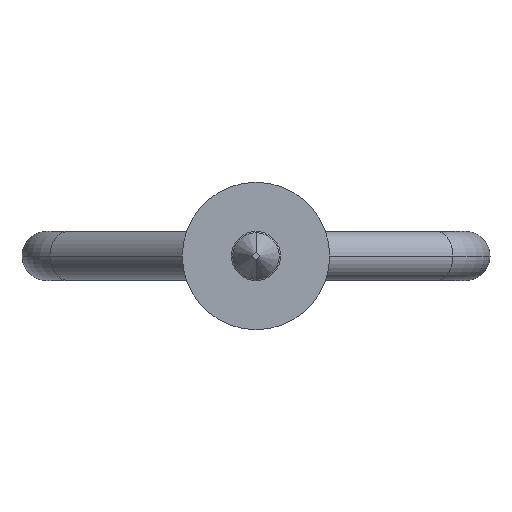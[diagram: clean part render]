
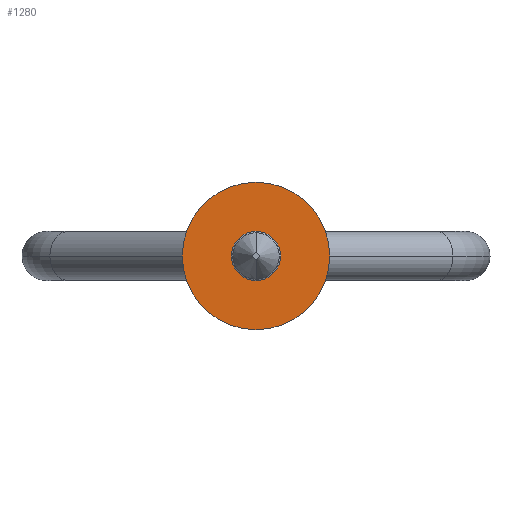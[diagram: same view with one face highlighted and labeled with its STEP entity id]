
A CAD part, front view. The second image highlights one B-rep face of the part: STEP entity #1280.
In plain terms, the highlighted planar face has unit normal (0, -1, 0).
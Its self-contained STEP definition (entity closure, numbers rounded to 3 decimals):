
#14 = EDGE_CURVE ( 'NONE', #53, #2612, #3641, .T. ) ;
#53 = VERTEX_POINT ( 'NONE', #3763 ) ;
#117 = AXIS2_PLACEMENT_3D ( 'NONE', #2639, #3898, #2652 ) ;
#176 = CIRCLE ( 'NONE', #117, 12. ) ;
#481 = FACE_OUTER_BOUND ( 'NONE', #2444, .T. ) ;
#595 = CARTESIAN_POINT ( 'NONE',  ( 0., 45., 0. ) ) ;
#600 = CARTESIAN_POINT ( 'NONE',  ( 0., 45., 0. ) ) ;
#682 = EDGE_CURVE ( 'NONE', #2612, #53, #176, .T. ) ;
#802 = VERTEX_POINT ( 'NONE', #2250 ) ;
#875 = CARTESIAN_POINT ( 'NONE',  ( 0., 45., -12. ) ) ;
#962 = ORIENTED_EDGE ( 'NONE', *, *, #3383, .T. ) ;
#1255 = DIRECTION ( 'NONE',  ( 0., 1., 0. ) ) ;
#1280 = ADVANCED_FACE ( 'NONE', ( #481, #3672 ), #1983, .F. ) ;
#1840 = CARTESIAN_POINT ( 'NONE',  ( 0., 45., 4. ) ) ;
#1983 = PLANE ( 'NONE',  #4129 ) ;
#2212 = DIRECTION ( 'NONE',  ( 0., 1., 0. ) ) ;
#2250 = CARTESIAN_POINT ( 'NONE',  ( 0., 45., -4. ) ) ;
#2253 = CIRCLE ( 'NONE', #2287, 4. ) ;
#2254 = EDGE_LOOP ( 'NONE', ( #962, #3346 ) ) ;
#2287 = AXIS2_PLACEMENT_3D ( 'NONE', #3269, #1255, #2604 ) ;
#2397 = AXIS2_PLACEMENT_3D ( 'NONE', #600, #3611, #2947 ) ;
#2444 = EDGE_LOOP ( 'NONE', ( #2594, #3459 ) ) ;
#2548 = AXIS2_PLACEMENT_3D ( 'NONE', #3197, #2212, #2771 ) ;
#2594 = ORIENTED_EDGE ( 'NONE', *, *, #682, .F. ) ;
#2604 = DIRECTION ( 'NONE',  ( 0., 0., 1. ) ) ;
#2612 = VERTEX_POINT ( 'NONE', #875 ) ;
#2639 = CARTESIAN_POINT ( 'NONE',  ( 0., 45., 0. ) ) ;
#2652 = DIRECTION ( 'NONE',  ( 0., 0., 1. ) ) ;
#2771 = DIRECTION ( 'NONE',  ( 0., 0., 1. ) ) ;
#2890 = CIRCLE ( 'NONE', #2397, 4. ) ;
#2947 = DIRECTION ( 'NONE',  ( 0., 0., 1. ) ) ;
#3182 = VERTEX_POINT ( 'NONE', #1840 ) ;
#3197 = CARTESIAN_POINT ( 'NONE',  ( 0., 45., 0. ) ) ;
#3269 = CARTESIAN_POINT ( 'NONE',  ( 0., 45., 0. ) ) ;
#3346 = ORIENTED_EDGE ( 'NONE', *, *, #4316, .T. ) ;
#3383 = EDGE_CURVE ( 'NONE', #802, #3182, #2890, .T. ) ;
#3459 = ORIENTED_EDGE ( 'NONE', *, *, #14, .F. ) ;
#3611 = DIRECTION ( 'NONE',  ( 0., 1., 0. ) ) ;
#3632 = DIRECTION ( 'NONE',  ( 0., 1., 0. ) ) ;
#3641 = CIRCLE ( 'NONE', #2548, 12. ) ;
#3672 = FACE_BOUND ( 'NONE', #2254, .T. ) ;
#3763 = CARTESIAN_POINT ( 'NONE',  ( 0., 45., 12. ) ) ;
#3898 = DIRECTION ( 'NONE',  ( 0., 1., 0. ) ) ;
#3981 = DIRECTION ( 'NONE',  ( 0., 0., 1. ) ) ;
#4129 = AXIS2_PLACEMENT_3D ( 'NONE', #595, #3632, #3981 ) ;
#4316 = EDGE_CURVE ( 'NONE', #3182, #802, #2253, .T. ) ;
